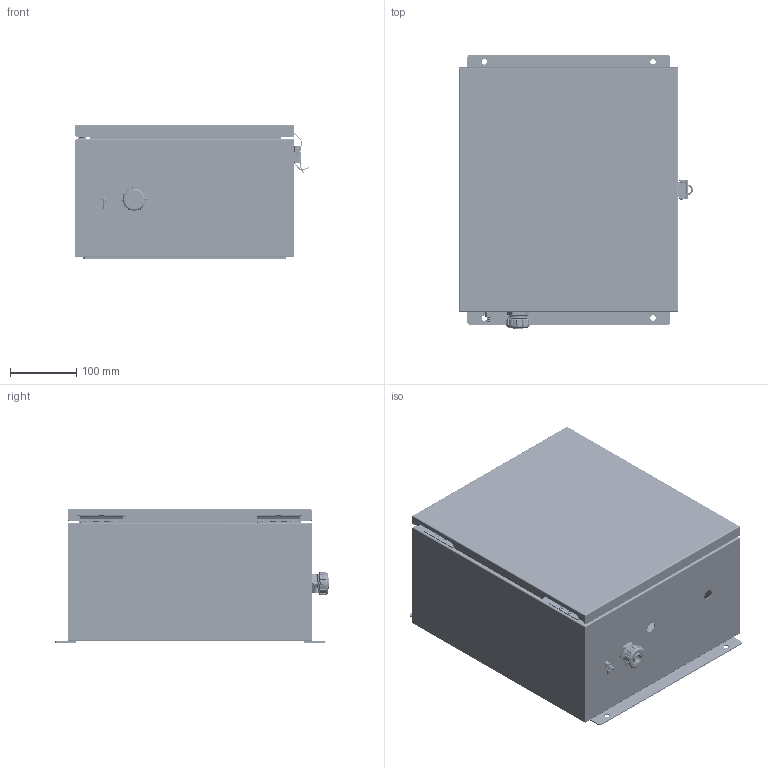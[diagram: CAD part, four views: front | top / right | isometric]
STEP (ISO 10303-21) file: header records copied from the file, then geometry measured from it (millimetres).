
FILE_DESCRIPTION (( 'STEP AP214' ), '1' );
FILE_NAME ('NBSS141207-EH0.step', '2020-03-18T19:14:58', ( '' ), ( '' ), 'SwSTEP 2.0', 'SolidWorks 2018', '' );
FILE_SCHEMA (( 'AUTOMOTIVE_DESIGN' ));
Length unit declared in the file: inch
Products named in the file (43): XFS-0017; NBSS141207_box; XFS-0032_91735A151; XFN-0013; XFW-0020; NBSS_integra_latch; XNBSS141207-01; NBSS141207_box assy; 91115A288_18-8 SS FF THD HEX STDF_91115A288; 1AJ09-063; XMH-0041; XFS-0059; NBSS_integra_lid hinge; NBSS_integra_fhscr_91771A830_10-32 x .62lg; 1AM07-189; XMH-0007; 9912562-82-10_1; XFS-0020_91735A827; NBSS141207_lid; XC-0003_.06 panel; XF1056-01; NBSS_integra_box hinge; MJSCVR; NBSS_integra_gnd stud; NBSS141207-EH0; XFS-0026; NBSS_integra_box brkt; NBSS141207_lid assy; NBSS_integra_hinge pin; NBSS_integra_L-com mtg flange; XF797-02; RIVET_LONG_12DIA_1; RIVET_SHORT_12DIA_1; XFS-0031; XMH-0006; XHIC-HTR220; XFN-0003; 10-32 stud^NBSS141207_box assy; NBSS_integra_csink wshr; XFW-0002 ...
Assembly tree (82 placements, depth 6):
  NBSS141207-EH0
    XNBSS141207-01
      NBSS141207
        NBSS141207_box assy
          NBSS141207_box
          NBSS_integra_box hinge  x2
          NBSS_integra_fhscr_91771A830_10-32 x .62lg  x4
          NBSS_integra_box brkt  x2
          NBSS_integra_csink wshr  x4
          NBSS_integra_hinge pin  x2
          NBSS_integra_latch
            9912562-82-10_1
            RIVET_LONG_12DIA_1
            RIVET_SHORT_12DIA_1  x2
          NBSS_integra_gnd stud
          10-32 stud^NBSS141207_box assy
          91115A288_18-8 SS FF THD HEX STDF_91115A288  x4
          NBSS_integra_L-com mtg flange  x2
        NBSS141207_lid assy
          NBSS141207_lid
          NBSS_integra_lid hinge  x2
          NBSS_integra_gnd stud
    XC-0003_.06 panel
    XFS-0026
    1AJ09-063  x2
    XCT-0005  x2
    XFN-0003  x2
    XFW-0002  x5
    XF1056-01
    XFS-0020_91735A827  x4
    XMH-0007  x4
    XFS-0032_91735A151  x2
    XCTB-0002
    XFN-0013  x2
    XF797-02
    XFS-0017  x6
    1AM07-189
    MJSCVR  x2
    XMH-0041
    XFS-0059  x2
    XMH-0006
    XFS-0031  x2
    XHIC-HTR220
    XFW-0020  x2
Bounding box: 352.42 x 412.75 x 200.69 mm (x, y, z)
Volume: 1517330.6 mm3; surface area: 1506092.3 mm2
Topology: 83 solids, 85 shells, 5887 faces, 15015 edges, 9372 vertices
Faces by surface type: cylinder 1974, plane 1937, cone 1515, torus 259, bspline 162, sphere 40
Entity records: 141743 total; most frequent: CARTESIAN_POINT 38394, ORIENTED_EDGE 17716, DIRECTION 17400, EDGE_CURVE 8858, AXIS2_PLACEMENT_3D 6328, VERTEX_POINT 5573, VECTOR 4744, LINE 4744
